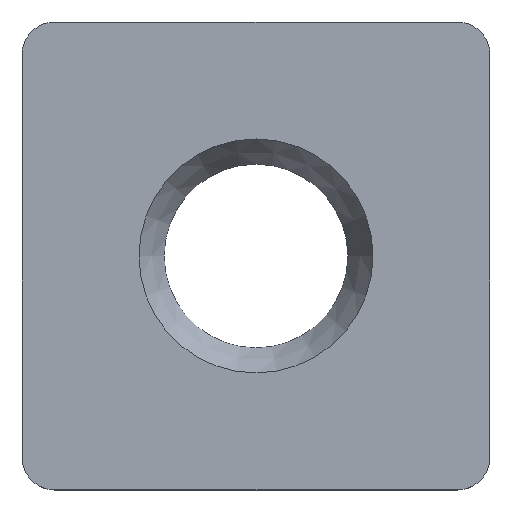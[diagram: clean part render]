
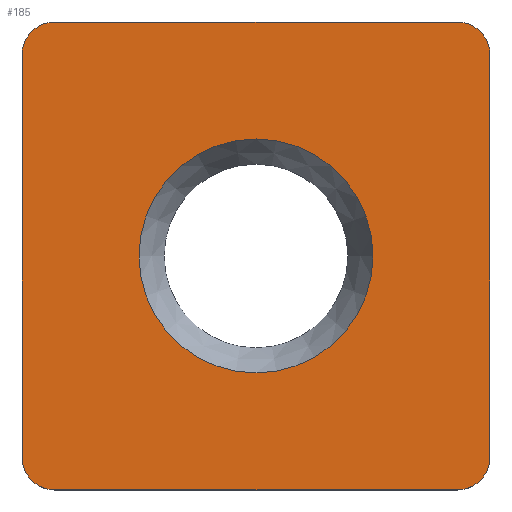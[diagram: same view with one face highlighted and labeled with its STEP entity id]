
A CAD part, top view. The second image highlights one B-rep face of the part: STEP entity #185.
In plain terms, the highlighted planar face has unit normal (0, 0, 1).
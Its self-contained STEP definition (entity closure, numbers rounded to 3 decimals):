
#32 = VERTEX_POINT('',#33);
#33 = CARTESIAN_POINT('',(-21.5,18.5,4.));
#39 = EDGE_CURVE('',#32,#40,#42,.T.);
#40 = VERTEX_POINT('',#41);
#41 = CARTESIAN_POINT('',(-21.5,-18.5,4.));
#42 = LINE('',#43,#44);
#43 = CARTESIAN_POINT('',(-21.5,21.5,4.));
#44 = VECTOR('',#45,1.);
#45 = DIRECTION('',(0.,-1.,0.));
#141 = VERTEX_POINT('',#142);
#142 = CARTESIAN_POINT('',(-18.5,21.5,4.));
#148 = EDGE_CURVE('',#32,#141,#149,.T.);
#149 = CIRCLE('',#150,3.);
#150 = AXIS2_PLACEMENT_3D('',#151,#152,#153);
#151 = CARTESIAN_POINT('',(-18.5,18.5,4.));
#152 = DIRECTION('',(-0.,-0.,-1.));
#153 = DIRECTION('',(0.,-1.,0.));
#166 = VERTEX_POINT('',#167);
#167 = CARTESIAN_POINT('',(-18.5,-21.5,4.));
#173 = EDGE_CURVE('',#40,#166,#174,.T.);
#174 = CIRCLE('',#175,3.);
#175 = AXIS2_PLACEMENT_3D('',#176,#177,#178);
#176 = CARTESIAN_POINT('',(-18.5,-18.5,4.));
#177 = DIRECTION('',(-0.,0.,1.));
#178 = DIRECTION('',(0.,-1.,0.));
#185 = ADVANCED_FACE('',(#186,#231),#242,.T.);
#186 = FACE_BOUND('',#187,.T.);
#187 = EDGE_LOOP('',(#188,#189,#190,#198,#207,#215,#224,#230));
#188 = ORIENTED_EDGE('',*,*,#39,.T.);
#189 = ORIENTED_EDGE('',*,*,#173,.T.);
#190 = ORIENTED_EDGE('',*,*,#191,.T.);
#191 = EDGE_CURVE('',#166,#192,#194,.T.);
#192 = VERTEX_POINT('',#193);
#193 = CARTESIAN_POINT('',(18.5,-21.5,4.));
#194 = LINE('',#195,#196);
#195 = CARTESIAN_POINT('',(-21.5,-21.5,4.));
#196 = VECTOR('',#197,1.);
#197 = DIRECTION('',(1.,0.,0.));
#198 = ORIENTED_EDGE('',*,*,#199,.T.);
#199 = EDGE_CURVE('',#192,#200,#202,.T.);
#200 = VERTEX_POINT('',#201);
#201 = CARTESIAN_POINT('',(21.5,-18.5,4.));
#202 = CIRCLE('',#203,3.);
#203 = AXIS2_PLACEMENT_3D('',#204,#205,#206);
#204 = CARTESIAN_POINT('',(18.5,-18.5,4.));
#205 = DIRECTION('',(-0.,0.,1.));
#206 = DIRECTION('',(0.,-1.,0.));
#207 = ORIENTED_EDGE('',*,*,#208,.T.);
#208 = EDGE_CURVE('',#200,#209,#211,.T.);
#209 = VERTEX_POINT('',#210);
#210 = CARTESIAN_POINT('',(21.5,18.5,4.));
#211 = LINE('',#212,#213);
#212 = CARTESIAN_POINT('',(21.5,-21.5,4.));
#213 = VECTOR('',#214,1.);
#214 = DIRECTION('',(0.,1.,0.));
#215 = ORIENTED_EDGE('',*,*,#216,.F.);
#216 = EDGE_CURVE('',#217,#209,#219,.T.);
#217 = VERTEX_POINT('',#218);
#218 = CARTESIAN_POINT('',(18.5,21.5,4.));
#219 = CIRCLE('',#220,3.);
#220 = AXIS2_PLACEMENT_3D('',#221,#222,#223);
#221 = CARTESIAN_POINT('',(18.5,18.5,4.));
#222 = DIRECTION('',(-0.,-0.,-1.));
#223 = DIRECTION('',(0.,-1.,0.));
#224 = ORIENTED_EDGE('',*,*,#225,.T.);
#225 = EDGE_CURVE('',#217,#141,#226,.T.);
#226 = LINE('',#227,#228);
#227 = CARTESIAN_POINT('',(21.5,21.5,4.));
#228 = VECTOR('',#229,1.);
#229 = DIRECTION('',(-1.,0.,0.));
#230 = ORIENTED_EDGE('',*,*,#148,.F.);
#231 = FACE_BOUND('',#232,.T.);
#232 = EDGE_LOOP('',(#233));
#233 = ORIENTED_EDGE('',*,*,#234,.F.);
#234 = EDGE_CURVE('',#235,#235,#237,.T.);
#235 = VERTEX_POINT('',#236);
#236 = CARTESIAN_POINT('',(10.75,0.,4.));
#237 = CIRCLE('',#238,10.75);
#238 = AXIS2_PLACEMENT_3D('',#239,#240,#241);
#239 = CARTESIAN_POINT('',(0.,0.,4.));
#240 = DIRECTION('',(0.,0.,1.));
#241 = DIRECTION('',(1.,0.,0.));
#242 = PLANE('',#243);
#243 = AXIS2_PLACEMENT_3D('',#244,#245,#246);
#244 = CARTESIAN_POINT('',(0.,0.,4.));
#245 = DIRECTION('',(0.,0.,1.));
#246 = DIRECTION('',(1.,0.,0.));
